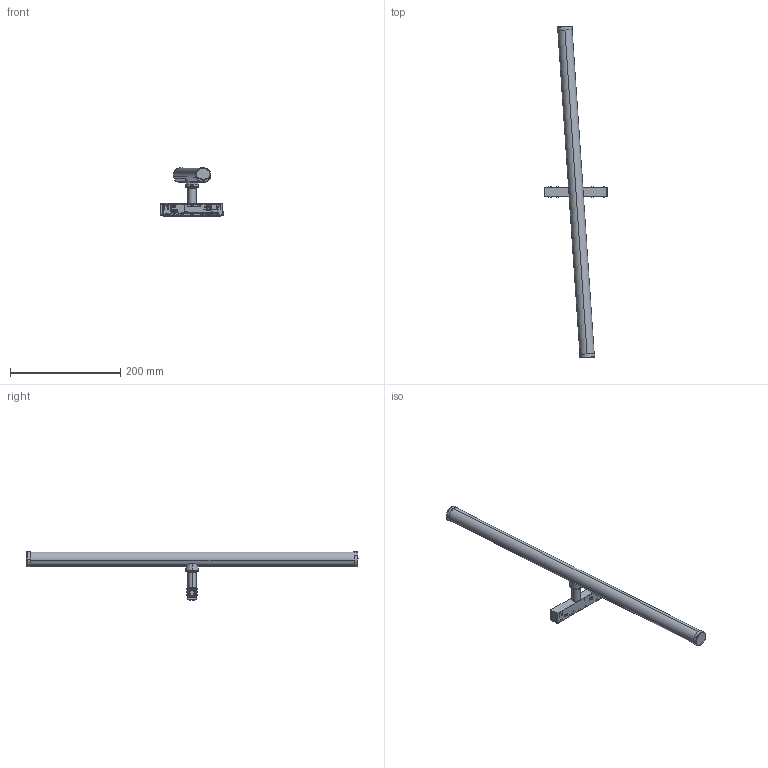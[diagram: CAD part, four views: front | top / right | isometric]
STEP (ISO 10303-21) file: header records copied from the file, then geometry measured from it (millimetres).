
FILE_DESCRIPTION (( 'STEP AP203' ), '1' );
FILE_NAME ('208-600.STEP', '2023-03-16T02:05:09', ( 'ylmfeng' ), ( 'ylmfeng.com' ), 'SwSTEP 2.0', 'SolidWorks 2018', '' );
FILE_SCHEMA (( 'CONFIG_CONTROL_DESIGN' ));
Length unit declared in the file: millimetre
Products named in the file (27): 粟銅3; 棠柲蛌唅挴誹; 短款电源盒上盖组件; 絳萇肣え-A; 208-600-腑极; M10X1.0挴奪; 棠柲唅蛌裔; 萇埭碟偌瑩; ｳﾁﾍｷﾊｮﾗﾖﾗﾔｹ･ﾂﾝﾋｿ M2.5X5; 25X5X2棠沺; 208-600-翋极; 208-600; 棠沺郪璃; 208-600-PC奪; 絳萇肣え-B; 圆头十字自攻螺丝M3X6; 208-300-嘐隅裔; 磁吸驱动-普通款; 傻遴萇埭碟狟裔; 208-600-蟀諉裝; 208-300-耜裔; 208-600-嫖埭; 偌瑩苤粟銅; 20傻遴萇埭碟; 傻遴萇埭碟奻裔; 棠柲唅蛌結遠; 棠沺遺
Assembly tree (35 placements, depth 5):
  208-600
    20傻遴萇埭碟
      傻遴萇埭碟狟裔
      絳萇肣え-A  x2
      絳萇肣え-B  x2
      棠柲唅蛌裔
      棠柲蛌唅挴誹
      棠柲唅蛌結遠
      短款电源盒上盖组件
        傻遴萇埭碟奻裔
        棠沺郪璃  x2
          棠沺遺
          25X5X2棠沺
      磁吸驱动-普通款
      萇埭碟偌瑩
      偌瑩苤粟銅
      粟銅3  x4
      ｳﾁﾍｷﾊｮﾗﾖﾗﾔｹ･ﾂﾝﾋｿ M2.5X5  x2
    208-600-翋极
      208-600-PC奪
      208-600-腑极
      208-600-嫖埭
      208-300-耜裔  x2
      208-300-嘐隅裔
      M10X1.0挴奪
      圆头十字自攻螺丝M3X6  x2
      208-600-蟀諉裝
Bounding box: 113 x 603.4 x 88.55 mm (x, y, z)
Volume: 99462.5 mm3; surface area: 196806.1 mm2
Topology: 33 solids, 41 shells, 2382 faces, 6015 edges, 3871 vertices
Faces by surface type: plane 1798, bspline 235, cylinder 227, cone 54, sphere 48, torus 20
Entity records: 74792 total; most frequent: CARTESIAN_POINT 20836, ORIENTED_EDGE 10842, DIRECTION 9612, EDGE_CURVE 5421, LINE 4528, VECTOR 4528, VERTEX_POINT 3543, AXIS2_PLACEMENT_3D 2542
